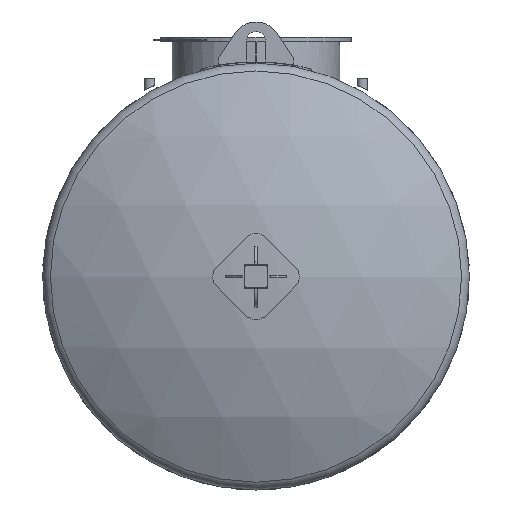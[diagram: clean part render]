
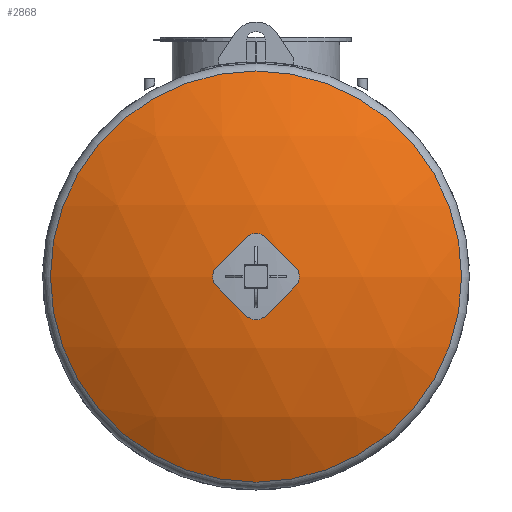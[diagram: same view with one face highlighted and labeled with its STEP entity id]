
A CAD part, left-side view. The second image highlights one B-rep face of the part: STEP entity #2868.
In plain terms, the highlighted spherical face has radius 1609 mm.
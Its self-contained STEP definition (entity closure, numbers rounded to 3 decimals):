
#31=SPHERICAL_SURFACE('',#3192,1609.);
#768=FACE_OUTER_BOUND('',#932,.T.);
#932=EDGE_LOOP('',(#2262));
#1060=CIRCLE('',#3190,773.649);
#1298=VERTEX_POINT('',#5248);
#1675=EDGE_CURVE('',#1298,#1298,#1060,.T.);
#2262=ORIENTED_EDGE('',*,*,#1675,.T.);
#2868=ADVANCED_FACE('',(#768),#31,.T.);
#3190=AXIS2_PLACEMENT_3D('',#5249,#3837,#3838);
#3192=AXIS2_PLACEMENT_3D('',#5251,#3841,#3842);
#3837=DIRECTION('center_axis',(-1.,0.,0.));
#3838=DIRECTION('ref_axis',(0.,-1.,0.));
#3841=DIRECTION('center_axis',(0.,0.,1.));
#3842=DIRECTION('ref_axis',(0.,-1.,0.));
#5248=CARTESIAN_POINT('',(-75.069,0.,773.649));
#5249=CARTESIAN_POINT('Origin',(-75.069,0.,
0.));
#5251=CARTESIAN_POINT('Origin',(1335.727,0.,0.));
